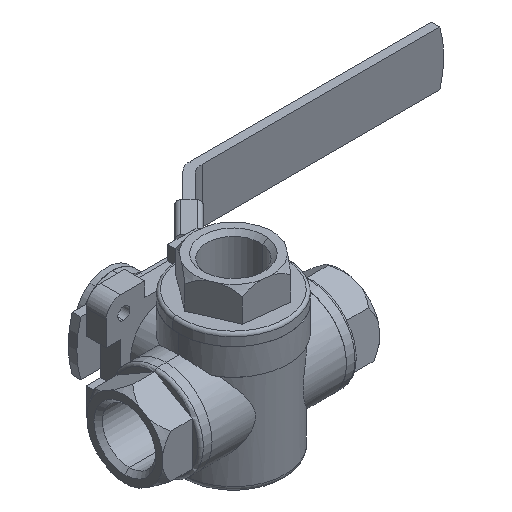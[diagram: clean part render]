
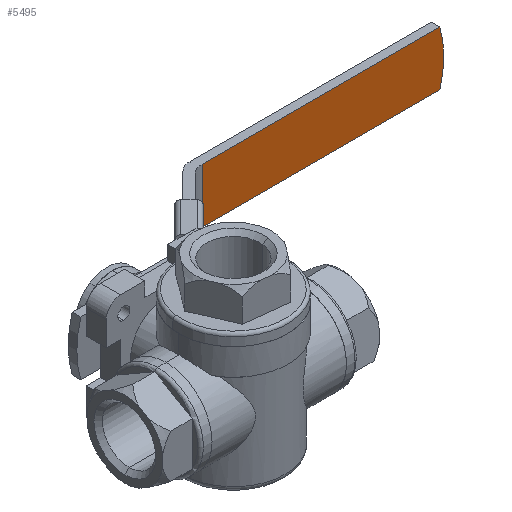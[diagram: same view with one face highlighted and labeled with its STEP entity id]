
A CAD part, isometric view. The second image highlights one B-rep face of the part: STEP entity #5495.
In plain terms, the highlighted planar face has unit normal (0, -1, 0).
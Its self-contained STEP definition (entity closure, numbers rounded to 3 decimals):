
#5084=DIRECTION('',(-1.,0.,0.));
#5085=VECTOR('',#5084,82.921);
#5086=CARTESIAN_POINT('',(110.406,25.,-9.5));
#5087=LINE('',#5086,#5085);
#5105=DIRECTION('',(-1.,0.,0.));
#5106=VECTOR('',#5105,82.921);
#5107=CARTESIAN_POINT('',(110.406,25.,9.5));
#5108=LINE('',#5107,#5106);
#5160=CARTESIAN_POINT('',(77.76,25.,0.));
#5161=DIRECTION('',(0.,1.,0.));
#5162=DIRECTION('',(0.96,0.,0.279));
#5163=AXIS2_PLACEMENT_3D('',#5160,#5161,#5162);
#5165=DIRECTION('',(0.,0.,-1.));
#5166=VECTOR('',#5165,19.);
#5167=CARTESIAN_POINT('',(27.485,25.,9.5));
#5168=LINE('',#5167,#5166);
#5256=CARTESIAN_POINT('',(110.406,25.,9.5));
#5257=CARTESIAN_POINT('',(110.406,25.,-9.5));
#5258=VERTEX_POINT('',#5256);
#5259=VERTEX_POINT('',#5257);
#5260=CARTESIAN_POINT('',(27.485,25.,9.5));
#5261=VERTEX_POINT('',#5260);
#5262=CARTESIAN_POINT('',(27.485,25.,-9.5));
#5263=VERTEX_POINT('',#5262);
#5483=CARTESIAN_POINT('',(69.623,25.,0.));
#5484=DIRECTION('',(0.,1.,0.));
#5485=DIRECTION('',(0.,0.,1.));
#5486=AXIS2_PLACEMENT_3D('',#5483,#5484,#5485);
#5487=PLANE('',#5486);
#5488=ORIENTED_EDGE('',*,*,#5452,.T.);
#5489=ORIENTED_EDGE('',*,*,#5394,.T.);
#5491=ORIENTED_EDGE('',*,*,#5490,.F.);
#5492=ORIENTED_EDGE('',*,*,#5426,.F.);
#5493=EDGE_LOOP('',(#5488,#5489,#5491,#5492));
#5494=FACE_OUTER_BOUND('',#5493,.F.);
#5164=CIRCLE('',#5163,34.);
#5394=EDGE_CURVE('',#5259,#5263,#5087,.T.);
#5426=EDGE_CURVE('',#5258,#5261,#5108,.T.);
#5452=EDGE_CURVE('',#5258,#5259,#5164,.T.);
#5490=EDGE_CURVE('',#5261,#5263,#5168,.T.);
#5495=ADVANCED_FACE('',(#5494),#5487,.F.);
